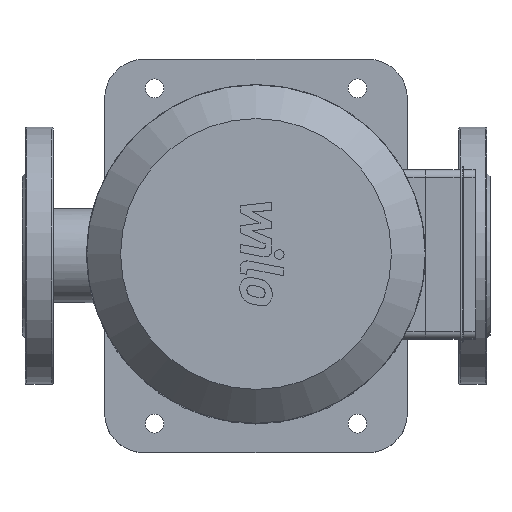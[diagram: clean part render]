
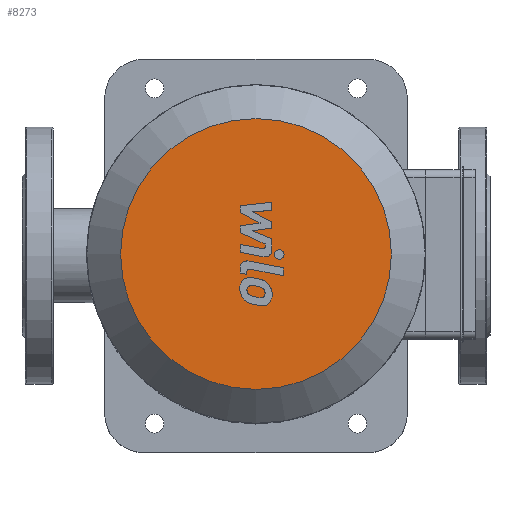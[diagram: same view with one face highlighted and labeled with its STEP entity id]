
A CAD part, top view. The second image highlights one B-rep face of the part: STEP entity #8273.
In plain terms, the highlighted planar face has unit normal (0, 0, 1).
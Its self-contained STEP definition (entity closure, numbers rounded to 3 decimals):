
#1770=PLANE('',#9101);
#2321=FACE_OUTER_BOUND('',#2854,.T.);
#2854=EDGE_LOOP('',(#7227));
#3393=CIRCLE('',#9102,86.8);
#4070=VERTEX_POINT('',#14037);
#5175=EDGE_CURVE('',#4070,#4070,#3393,.T.);
#7227=ORIENTED_EDGE('',*,*,#5175,.F.);
#8273=ADVANCED_FACE('',(#2321),#1770,.T.);
#9101=AXIS2_PLACEMENT_3D('',#14036,#11182,#11183);
#9102=AXIS2_PLACEMENT_3D('',#14038,#11184,#11185);
#11182=DIRECTION('center_axis',(0.,0.,
1.));
#11183=DIRECTION('ref_axis',(0.,-1.,0.));
#11184=DIRECTION('center_axis',(0.,0.,
-1.));
#11185=DIRECTION('ref_axis',(0.,1.,0.));
#14036=CARTESIAN_POINT('Origin',(0.,43.4,
747.5));
#14037=CARTESIAN_POINT('',(0.,86.8,747.5));
#14038=CARTESIAN_POINT('Origin',(0.,0.,747.5));
